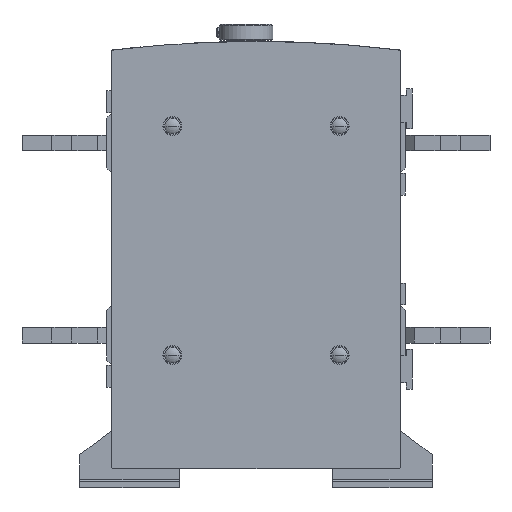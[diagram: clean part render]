
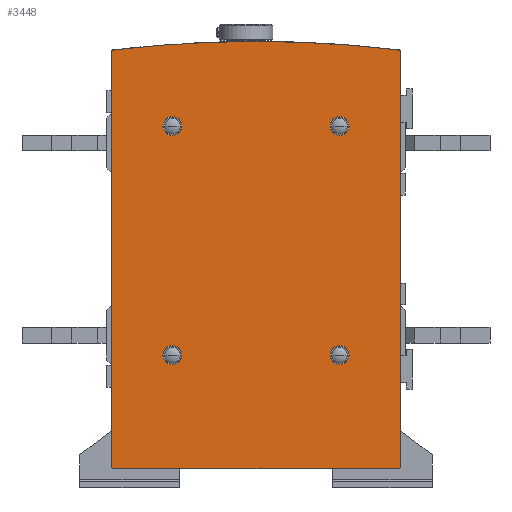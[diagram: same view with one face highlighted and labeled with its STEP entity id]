
A CAD part, left-side view. The second image highlights one B-rep face of the part: STEP entity #3448.
In plain terms, the highlighted planar face has unit normal (-1, 0, 0).
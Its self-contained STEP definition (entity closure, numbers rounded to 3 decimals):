
#3448=ADVANCED_FACE('',(#9243,#9244,#9245,#9246,#9247),#9248,.T.);
#9243=FACE_OUTER_BOUND('',#17586,.T.);
#9244=FACE_BOUND('',#17587,.T.);
#9245=FACE_BOUND('',#17588,.T.);
#9246=FACE_BOUND('',#17589,.T.);
#9247=FACE_BOUND('',#17590,.T.);
#9248=PLANE('',#17591);
#17586=EDGE_LOOP('',(#27921,#27922,#27923,#27924,#27925,#27926,#27927,#27928,#27929));
#17587=EDGE_LOOP('',(#27930,#27931));
#17588=EDGE_LOOP('',(#27932,#27933));
#17589=EDGE_LOOP('',(#27934,#27935));
#17590=EDGE_LOOP('',(#27936,#27937));
#17591=AXIS2_PLACEMENT_3D('',#27938,#27939,#27940);
#27921=ORIENTED_EDGE('',*,*,#51755,.T.);
#27922=ORIENTED_EDGE('',*,*,#50505,.T.);
#27923=ORIENTED_EDGE('',*,*,#51756,.T.);
#27924=ORIENTED_EDGE('',*,*,#51757,.T.);
#27925=ORIENTED_EDGE('',*,*,#51709,.T.);
#27926=ORIENTED_EDGE('',*,*,#51715,.T.);
#27927=ORIENTED_EDGE('',*,*,#51752,.T.);
#27928=ORIENTED_EDGE('',*,*,#51758,.T.);
#27929=ORIENTED_EDGE('',*,*,#51759,.T.);
#27930=ORIENTED_EDGE('',*,*,#51273,.F.);
#27931=ORIENTED_EDGE('',*,*,#51271,.F.);
#27932=ORIENTED_EDGE('',*,*,#51267,.F.);
#27933=ORIENTED_EDGE('',*,*,#51265,.F.);
#27934=ORIENTED_EDGE('',*,*,#51261,.F.);
#27935=ORIENTED_EDGE('',*,*,#51259,.F.);
#27936=ORIENTED_EDGE('',*,*,#51255,.F.);
#27937=ORIENTED_EDGE('',*,*,#51253,.F.);
#27938=CARTESIAN_POINT('',(23.5,45.0,9.4));
#27939=DIRECTION('',(-1.0,0.0,0.0));
#27940=DIRECTION('',(0.0,1.0,0.0));
#50505=EDGE_CURVE('',#60700,#60704,#60706,.T.);
#51253=EDGE_CURVE('',#61846,#61844,#61848,.T.);
#51255=EDGE_CURVE('',#61844,#61846,#61850,.T.);
#51259=EDGE_CURVE('',#61854,#61852,#61856,.T.);
#51261=EDGE_CURVE('',#61852,#61854,#61858,.T.);
#51265=EDGE_CURVE('',#61862,#61860,#61864,.T.);
#51267=EDGE_CURVE('',#61860,#61862,#61866,.T.);
#51271=EDGE_CURVE('',#61870,#61868,#61872,.T.);
#51273=EDGE_CURVE('',#61868,#61870,#61874,.T.);
#51709=EDGE_CURVE('',#62483,#62480,#62484,.T.);
#51715=EDGE_CURVE('',#62480,#62491,#62493,.T.);
#51752=EDGE_CURVE('',#62491,#62549,#62552,.T.);
#51755=EDGE_CURVE('',#62555,#60700,#62556,.T.);
#51756=EDGE_CURVE('',#60704,#62557,#62558,.T.);
#51757=EDGE_CURVE('',#62557,#62483,#62559,.T.);
#51758=EDGE_CURVE('',#62549,#62560,#62561,.T.);
#51759=EDGE_CURVE('',#62560,#62555,#62562,.T.);
#60700=VERTEX_POINT('',#76146);
#60704=VERTEX_POINT('',#76151);
#60706=CIRCLE('',#76154,600.0);
#61844=VERTEX_POINT('',#77797);
#61846=VERTEX_POINT('',#77800);
#61848=CIRCLE('',#77803,4.75);
#61850=CIRCLE('',#77805,4.75);
#61852=VERTEX_POINT('',#77807);
#61854=VERTEX_POINT('',#77810);
#61856=CIRCLE('',#77813,4.75);
#61858=CIRCLE('',#77815,4.75);
#61860=VERTEX_POINT('',#77817);
#61862=VERTEX_POINT('',#77820);
#61864=CIRCLE('',#77823,4.75);
#61866=CIRCLE('',#77825,4.75);
#61868=VERTEX_POINT('',#77827);
#61870=VERTEX_POINT('',#77830);
#61872=CIRCLE('',#77833,4.75);
#61874=CIRCLE('',#77835,4.75);
#62480=VERTEX_POINT('',#78665);
#62483=VERTEX_POINT('',#78669);
#62484=CIRCLE('',#78670,1.0);
#62491=VERTEX_POINT('',#78679);
#62493=LINE('',#78682,#78683);
#62549=VERTEX_POINT('',#78761);
#62552=CIRCLE('',#78765,1.0);
#62555=VERTEX_POINT('',#78768);
#62556=CIRCLE('',#78769,600.0);
#62557=VERTEX_POINT('',#78770);
#62558=CIRCLE('',#78771,1.0);
#62559=LINE('',#78772,#78773);
#62560=VERTEX_POINT('',#78774);
#62561=LINE('',#78775,#78776);
#62562=CIRCLE('',#78777,1.0);
#76146=CARTESIAN_POINT('',(23.5,117.5,223.999));
#76151=CARTESIAN_POINT('',(23.5,189.119,219.71));
#76154=AXIS2_PLACEMENT_3D('',#99315,#99316,#99317);
#77797=CARTESIAN_POINT('',(23.5,159.5,186.25));
#77800=CARTESIAN_POINT('',(23.5,159.5,176.75));
#77803=AXIS2_PLACEMENT_3D('',#100375,#100376,#100377);
#77805=AXIS2_PLACEMENT_3D('',#100378,#100379,#100380);
#77807=CARTESIAN_POINT('',(23.5,159.5,71.25));
#77810=CARTESIAN_POINT('',(23.5,159.5,61.75));
#77813=AXIS2_PLACEMENT_3D('',#100383,#100384,#100385);
#77815=AXIS2_PLACEMENT_3D('',#100386,#100387,#100388);
#77817=CARTESIAN_POINT('',(23.5,75.5,71.25));
#77820=CARTESIAN_POINT('',(23.5,75.5,61.75));
#77823=AXIS2_PLACEMENT_3D('',#100391,#100392,#100393);
#77825=AXIS2_PLACEMENT_3D('',#100394,#100395,#100396);
#77827=CARTESIAN_POINT('',(23.5,75.5,186.25));
#77830=CARTESIAN_POINT('',(23.5,75.5,176.75));
#77833=AXIS2_PLACEMENT_3D('',#100399,#100400,#100401);
#77835=AXIS2_PLACEMENT_3D('',#100402,#100403,#100404);
#78665=CARTESIAN_POINT('',(23.5,189.0,9.4));
#78669=CARTESIAN_POINT('',(23.5,190.0,10.4));
#78670=AXIS2_PLACEMENT_3D('',#100858,#100859,#100860);
#78679=CARTESIAN_POINT('',(23.5,46.0,9.4));
#78682=CARTESIAN_POINT('',(23.5,189.0,9.4));
#78683=VECTOR('',#100867,143.0);
#78761=CARTESIAN_POINT('',(23.5,45.0,10.4));
#78765=AXIS2_PLACEMENT_3D('',#100903,#100904,#100905);
#78768=CARTESIAN_POINT('',(23.5,45.881,219.71));
#78769=AXIS2_PLACEMENT_3D('',#100909,#100910,#100911);
#78770=CARTESIAN_POINT('',(23.5,190.0,218.717));
#78771=AXIS2_PLACEMENT_3D('',#100912,#100913,#100914);
#78772=CARTESIAN_POINT('',(23.5,190.0,218.717));
#78773=VECTOR('',#100915,208.317);
#78774=CARTESIAN_POINT('',(23.5,45.0,218.717));
#78775=CARTESIAN_POINT('',(23.5,45.0,10.4));
#78776=VECTOR('',#100916,208.317);
#78777=AXIS2_PLACEMENT_3D('',#100917,#100918,#100919);
#99315=CARTESIAN_POINT('',(23.5,117.5,-376.001));
#99316=DIRECTION('',(-1.0,0.0,0.0));
#99317=DIRECTION('',(0.0,-0.119,0.993));
#100375=CARTESIAN_POINT('',(23.5,159.5,181.5));
#100376=DIRECTION('',(-1.0,0.0,0.0));
#100377=DIRECTION('',(0.0,0.0,-1.0));
#100378=CARTESIAN_POINT('',(23.5,159.5,181.5));
#100379=DIRECTION('',(-1.0,0.0,0.0));
#100380=DIRECTION('',(0.0,0.0,1.0));
#100383=CARTESIAN_POINT('',(23.5,159.5,66.5));
#100384=DIRECTION('',(-1.0,0.0,0.0));
#100385=DIRECTION('',(0.0,0.0,-1.0));
#100386=CARTESIAN_POINT('',(23.5,159.5,66.5));
#100387=DIRECTION('',(-1.0,0.0,0.0));
#100388=DIRECTION('',(0.0,0.0,1.0));
#100391=CARTESIAN_POINT('',(23.5,75.5,66.5));
#100392=DIRECTION('',(-1.0,0.0,0.0));
#100393=DIRECTION('',(0.0,0.0,-1.0));
#100394=CARTESIAN_POINT('',(23.5,75.5,66.5));
#100395=DIRECTION('',(-1.0,0.0,0.0));
#100396=DIRECTION('',(0.0,0.0,1.0));
#100399=CARTESIAN_POINT('',(23.5,75.5,181.5));
#100400=DIRECTION('',(-1.0,0.0,0.0));
#100401=DIRECTION('',(0.0,0.0,-1.0));
#100402=CARTESIAN_POINT('',(23.5,75.5,181.5));
#100403=DIRECTION('',(-1.0,0.0,0.0));
#100404=DIRECTION('',(0.0,0.0,1.0));
#100858=CARTESIAN_POINT('',(23.5,189.0,10.4));
#100859=DIRECTION('',(-1.0,0.0,0.0));
#100860=DIRECTION('',(0.0,1.0,0.0));
#100867=DIRECTION('',(0.0,-1.0,0.0));
#100903=CARTESIAN_POINT('',(23.5,46.0,10.4));
#100904=DIRECTION('',(-1.0,0.0,0.0));
#100905=DIRECTION('',(0.0,0.0,-1.0));
#100909=CARTESIAN_POINT('',(23.5,117.5,-376.001));
#100910=DIRECTION('',(-1.0,0.0,0.0));
#100911=DIRECTION('',(0.0,-0.119,0.993));
#100912=CARTESIAN_POINT('',(23.5,189.0,218.717));
#100913=DIRECTION('',(-1.0,0.0,0.0));
#100914=DIRECTION('',(0.0,0.119,0.993));
#100915=DIRECTION('',(0.0,0.0,-1.0));
#100916=DIRECTION('',(0.0,0.0,1.0));
#100917=CARTESIAN_POINT('',(23.5,46.0,218.717));
#100918=DIRECTION('',(-1.0,0.0,0.0));
#100919=DIRECTION('',(0.0,-1.0,0.0));
